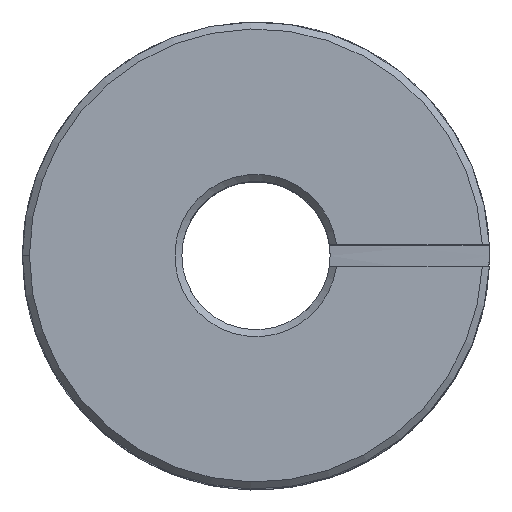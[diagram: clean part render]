
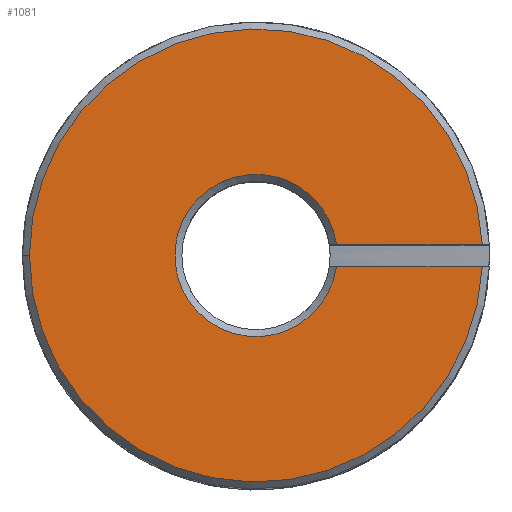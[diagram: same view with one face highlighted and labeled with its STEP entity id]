
A CAD part, top view. The second image highlights one B-rep face of the part: STEP entity #1081.
In plain terms, the highlighted planar face has unit normal (0, 0, 1).
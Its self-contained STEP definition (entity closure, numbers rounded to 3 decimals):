
#25 = VERTEX_POINT ( 'NONE', #206 ) ;
#109 = AXIS2_PLACEMENT_3D ( 'NONE', #2018, #356, #2267 ) ;
#149 = ORIENTED_EDGE ( 'NONE', *, *, #1098, .T. ) ;
#177 = EDGE_CURVE ( 'NONE', #2434, #958, #3201, .T. ) ;
#206 = CARTESIAN_POINT ( 'NONE',  ( -9.7, 0., 0. ) ) ;
#247 = VERTEX_POINT ( 'NONE', #1003 ) ;
#346 = FACE_OUTER_BOUND ( 'NONE', #3406, .T. ) ;
#356 = DIRECTION ( 'NONE',  ( 0., 0., 1. ) ) ;
#409 = AXIS2_PLACEMENT_3D ( 'NONE', #2147, #2862, #1875 ) ;
#423 = ORIENTED_EDGE ( 'NONE', *, *, #1997, .T. ) ;
#749 = AXIS2_PLACEMENT_3D ( 'NONE', #1640, #1692, #1346 ) ;
#958 = VERTEX_POINT ( 'NONE', #2664 ) ;
#966 = CARTESIAN_POINT ( 'NONE',  ( 3.446, -0.45, 0. ) ) ;
#1003 = CARTESIAN_POINT ( 'NONE',  ( 3.446, 0.45, 0. ) ) ;
#1016 = DIRECTION ( 'NONE',  ( -1., 0., 0. ) ) ;
#1081 = ADVANCED_FACE ( 'NONE', ( #346 ), #2090, .T. ) ;
#1098 = EDGE_CURVE ( 'NONE', #2434, #247, #3075, .T. ) ;
#1121 = CIRCLE ( 'NONE', #109, 9.7 ) ;
#1135 = AXIS2_PLACEMENT_3D ( 'NONE', #2915, #2905, #2875 ) ;
#1222 = EDGE_CURVE ( 'NONE', #3357, #25, #1678, .T. ) ;
#1346 = DIRECTION ( 'NONE',  ( 1., 0., 0. ) ) ;
#1640 = CARTESIAN_POINT ( 'NONE',  ( 0., 0., 0. ) ) ;
#1678 = CIRCLE ( 'NONE', #1135, 9.7 ) ;
#1692 = DIRECTION ( 'NONE',  ( 0., 0., -1. ) ) ;
#1875 = DIRECTION ( 'NONE',  ( 1., 0., 0. ) ) ;
#1948 = LINE ( 'NONE', #2588, #2024 ) ;
#1997 = EDGE_CURVE ( 'NONE', #25, #958, #1121, .T. ) ;
#2018 = CARTESIAN_POINT ( 'NONE',  ( 0., 0., 0. ) ) ;
#2024 = VECTOR ( 'NONE', #1016, 1000. ) ;
#2090 = PLANE ( 'NONE',  #409 ) ;
#2147 = CARTESIAN_POINT ( 'NONE',  ( 0., 0., 0. ) ) ;
#2198 = CARTESIAN_POINT ( 'NONE',  ( 10.25, -0.45, 0. ) ) ;
#2203 = DIRECTION ( 'NONE',  ( 1., 0., 0. ) ) ;
#2225 = CARTESIAN_POINT ( 'NONE',  ( 9.69, 0.45, 0. ) ) ;
#2267 = DIRECTION ( 'NONE',  ( 1., 0., 0. ) ) ;
#2363 = VECTOR ( 'NONE', #2203, 1000. ) ;
#2434 = VERTEX_POINT ( 'NONE', #966 ) ;
#2588 = CARTESIAN_POINT ( 'NONE',  ( 10.25, 0.45, 0. ) ) ;
#2664 = CARTESIAN_POINT ( 'NONE',  ( 9.69, -0.45, 0. ) ) ;
#2828 = ORIENTED_EDGE ( 'NONE', *, *, #3065, .F. ) ;
#2862 = DIRECTION ( 'NONE',  ( 0., 0., 1. ) ) ;
#2875 = DIRECTION ( 'NONE',  ( 1., 0., 0. ) ) ;
#2905 = DIRECTION ( 'NONE',  ( 0., 0., 1. ) ) ;
#2915 = CARTESIAN_POINT ( 'NONE',  ( 0., 0., 0. ) ) ;
#3065 = EDGE_CURVE ( 'NONE', #3357, #247, #1948, .T. ) ;
#3075 = CIRCLE ( 'NONE', #749, 3.475 ) ;
#3201 = LINE ( 'NONE', #2198, #2363 ) ;
#3261 = ORIENTED_EDGE ( 'NONE', *, *, #177, .F. ) ;
#3322 = ORIENTED_EDGE ( 'NONE', *, *, #1222, .T. ) ;
#3357 = VERTEX_POINT ( 'NONE', #2225 ) ;
#3406 = EDGE_LOOP ( 'NONE', ( #3261, #149, #2828, #3322, #423 ) ) ;
